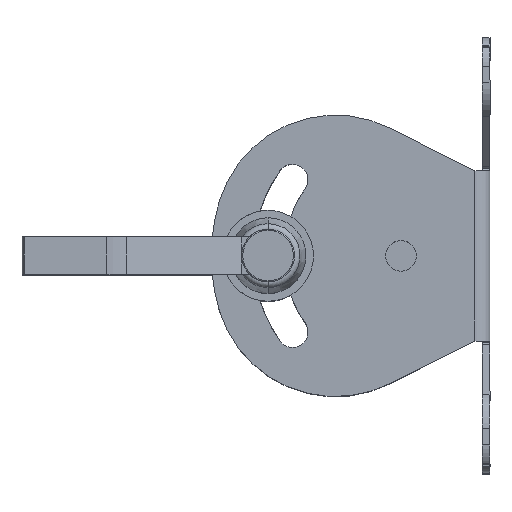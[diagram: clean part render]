
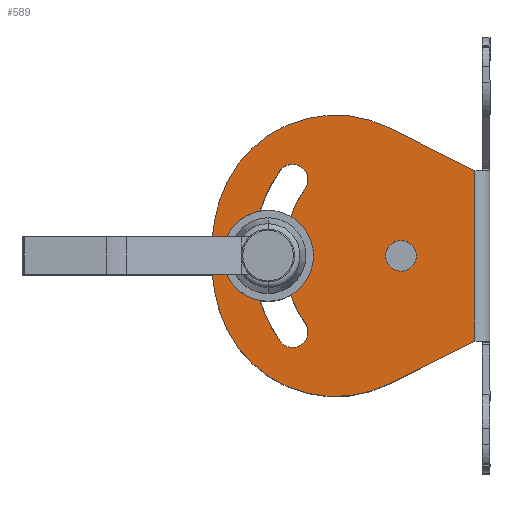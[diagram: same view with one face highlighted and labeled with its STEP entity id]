
A CAD part, top view. The second image highlights one B-rep face of the part: STEP entity #589.
In plain terms, the highlighted planar face has unit normal (0, 0, 1).
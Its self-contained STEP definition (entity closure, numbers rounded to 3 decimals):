
#589=ADVANCED_FACE('',(#1292,#1293,#1294),#1295,.F.);
#1292=FACE_BOUND('',#2137,.T.);
#1293=FACE_OUTER_BOUND('',#2138,.T.);
#1294=FACE_BOUND('',#2139,.T.);
#1295=PLANE('',#2140);
#2137=EDGE_LOOP('',(#3896,#3897,#3898,#3899,#3900,#3901,#3902,#3903,#3904,#3905));
#2138=EDGE_LOOP('',(#3906,#3907,#3908,#3909,#3910,#3911,#3912));
#2139=EDGE_LOOP('',(#3913,#3914));
#2140=AXIS2_PLACEMENT_3D('',#3915,#3916,#3917);
#3896=ORIENTED_EDGE('',*,*,#5577,.T.);
#3897=ORIENTED_EDGE('',*,*,#5575,.F.);
#3898=ORIENTED_EDGE('',*,*,#5570,.F.);
#3899=ORIENTED_EDGE('',*,*,#5175,.F.);
#3900=ORIENTED_EDGE('',*,*,#5567,.T.);
#3901=ORIENTED_EDGE('',*,*,#5169,.T.);
#3902=ORIENTED_EDGE('',*,*,#5180,.T.);
#3903=ORIENTED_EDGE('',*,*,#5564,.F.);
#3904=ORIENTED_EDGE('',*,*,#5186,.F.);
#3905=ORIENTED_EDGE('',*,*,#5561,.F.);
#3906=ORIENTED_EDGE('',*,*,#5558,.F.);
#3907=ORIENTED_EDGE('',*,*,#5636,.F.);
#3908=ORIENTED_EDGE('',*,*,#5579,.F.);
#3909=ORIENTED_EDGE('',*,*,#5553,.T.);
#3910=ORIENTED_EDGE('',*,*,#5548,.F.);
#3911=ORIENTED_EDGE('',*,*,#5191,.F.);
#3912=ORIENTED_EDGE('',*,*,#5544,.T.);
#3913=ORIENTED_EDGE('',*,*,#5196,.T.);
#3914=ORIENTED_EDGE('',*,*,#5541,.T.);
#3915=CARTESIAN_POINT('',(20.642,0.,24.346));
#3916=DIRECTION('',(0.0,0.0,-1.0));
#3917=DIRECTION('',(0.0,-1.0,0.0));
#5169=EDGE_CURVE('',#6245,#6243,#6246,.T.);
#5175=EDGE_CURVE('',#6254,#6250,#6256,.T.);
#5180=EDGE_CURVE('',#6243,#6263,#6265,.T.);
#5186=EDGE_CURVE('',#6273,#6269,#6275,.T.);
#5191=EDGE_CURVE('',#6282,#6278,#6284,.T.);
#5196=EDGE_CURVE('',#6287,#6291,#6293,.T.);
#5541=EDGE_CURVE('',#6291,#6287,#6793,.T.);
#5544=EDGE_CURVE('',#6282,#6796,#6797,.T.);
#5548=EDGE_CURVE('',#6278,#6802,#6803,.T.);
#5553=EDGE_CURVE('',#6810,#6802,#6811,.T.);
#5558=EDGE_CURVE('',#6816,#6796,#6818,.T.);
#5561=EDGE_CURVE('',#6765,#6273,#6822,.T.);
#5564=EDGE_CURVE('',#6269,#6263,#6825,.T.);
#5567=EDGE_CURVE('',#6254,#6245,#6828,.T.);
#5570=EDGE_CURVE('',#6250,#6831,#6832,.T.);
#5575=EDGE_CURVE('',#6831,#6769,#6838,.T.);
#5577=EDGE_CURVE('',#6765,#6769,#6840,.T.);
#5579=EDGE_CURVE('',#6810,#6842,#6843,.T.);
#5636=EDGE_CURVE('',#6842,#6816,#6925,.T.);
#6243=VERTEX_POINT('',#7758);
#6245=VERTEX_POINT('',#7760);
#6246=CIRCLE('',#7761,12.0);
#6250=VERTEX_POINT('',#7765);
#6254=VERTEX_POINT('',#7770);
#6256=CIRCLE('',#7773,4.1);
#6263=VERTEX_POINT('',#7781);
#6265=CIRCLE('',#7784,30.9);
#6269=VERTEX_POINT('',#7788);
#6273=VERTEX_POINT('',#7793);
#6275=CIRCLE('',#7796,4.1);
#6278=VERTEX_POINT('',#7799);
#6282=VERTEX_POINT('',#7804);
#6284=CIRCLE('',#7807,50.1);
#6287=VERTEX_POINT('',#7810);
#6291=VERTEX_POINT('',#7815);
#6293=CIRCLE('',#7818,4.05);
#6765=VERTEX_POINT('',#8502);
#6769=VERTEX_POINT('',#8506);
#6793=CIRCLE('',#8539,4.05);
#6796=VERTEX_POINT('',#8542);
#6797=CIRCLE('',#8543,32.0);
#6802=VERTEX_POINT('',#8549);
#6803=CIRCLE('',#8550,50.1);
#6810=VERTEX_POINT('',#8558);
#6811=CIRCLE('',#8559,32.0);
#6816=VERTEX_POINT('',#8566);
#6818=LINE('',#8569,#8570);
#6822=CIRCLE('',#8575,39.1);
#6825=CIRCLE('',#8578,4.1);
#6828=CIRCLE('',#8581,30.9);
#6831=VERTEX_POINT('',#8584);
#6832=CIRCLE('',#8585,4.1);
#6838=CIRCLE('',#8592,39.1);
#6840=CIRCLE('',#8594,12.0);
#6842=VERTEX_POINT('',#8596);
#6843=LINE('',#8597,#8598);
#6925=LINE('',#8737,#8738);
#7758=CARTESIAN_POINT('',(-52.6,-10.392,24.346));
#7760=CARTESIAN_POINT('',(-52.6,10.392,24.346));
#7761=AXIS2_PLACEMENT_3D('',#9728,#9729,#9730);
#7765=CARTESIAN_POINT('',(-48.07,20.075,24.346));
#7770=CARTESIAN_POINT('',(-48.812,17.724,24.346));
#7773=AXIS2_PLACEMENT_3D('',#9739,#9740,#9741);
#7781=CARTESIAN_POINT('',(-48.812,-17.724,24.346));
#7784=AXIS2_PLACEMENT_3D('',#9747,#9748,#9749);
#7788=CARTESIAN_POINT('',(-48.07,-20.075,24.346));
#7793=CARTESIAN_POINT('',(-55.529,-22.427,24.346));
#7796=AXIS2_PLACEMENT_3D('',#9758,#9759,#9760);
#7799=CARTESIAN_POINT('',(-73.6,0.,24.346));
#7804=CARTESIAN_POINT('',(-71.524,-14.271,24.346));
#7807=AXIS2_PLACEMENT_3D('',#9766,#9767,#9768);
#7810=CARTESIAN_POINT('',(-23.5,-4.05,24.346));
#7815=CARTESIAN_POINT('',(-23.5,4.05,24.346));
#7818=AXIS2_PLACEMENT_3D('',#9774,#9775,#9776);
#8502=CARTESIAN_POINT('',(-60.777,-11.801,24.346));
#8506=CARTESIAN_POINT('',(-60.777,11.801,24.346));
#8539=AXIS2_PLACEMENT_3D('',#10223,#10224,#10225);
#8542=CARTESIAN_POINT('',(-26.531,-33.774,24.346));
#8543=AXIS2_PLACEMENT_3D('',#10229,#10230,#10231);
#8549=CARTESIAN_POINT('',(-71.524,14.271,24.346));
#8550=AXIS2_PLACEMENT_3D('',#10236,#10237,#10238);
#8558=CARTESIAN_POINT('',(-26.531,33.774,24.346));
#8559=AXIS2_PLACEMENT_3D('',#10246,#10247,#10248);
#8566=CARTESIAN_POINT('',(-4.,-22.5,24.346));
#8569=CARTESIAN_POINT('',(-4.,-22.5,24.346));
#8570=VECTOR('',#10252,25.194);
#8575=AXIS2_PLACEMENT_3D('',#10254,#10255,#10256);
#8578=AXIS2_PLACEMENT_3D('',#10260,#10261,#10262);
#8581=AXIS2_PLACEMENT_3D('',#10266,#10267,#10268);
#8584=CARTESIAN_POINT('',(-55.529,22.427,24.346));
#8585=AXIS2_PLACEMENT_3D('',#10272,#10273,#10274);
#8592=AXIS2_PLACEMENT_3D('',#10282,#10283,#10284);
#8594=AXIS2_PLACEMENT_3D('',#10285,#10286,#10287);
#8596=CARTESIAN_POINT('',(-4.,22.5,24.346));
#8597=CARTESIAN_POINT('',(-26.531,33.774,24.346));
#8598=VECTOR('',#10288,25.194);
#8737=CARTESIAN_POINT('',(-4.,22.5,24.346));
#8738=VECTOR('',#10337,45.);
#9728=CARTESIAN_POINT('',(-58.6,0.,24.346));
#9729=DIRECTION('',(0.0,0.0,-1.0));
#9730=DIRECTION('',(0.0,1.0,0.0));
#9739=CARTESIAN_POINT('',(-52.17,20.075,24.346));
#9740=DIRECTION('',(0.,0.,1.0));
#9741=DIRECTION('',(0.819,-0.574,0.));
#9747=CARTESIAN_POINT('',(-23.5,0.,24.346));
#9748=DIRECTION('',(0.,0.,1.0));
#9749=DIRECTION('',(-0.819,0.574,0.));
#9758=CARTESIAN_POINT('',(-52.17,-20.075,24.346));
#9759=DIRECTION('',(0.,0.,1.0));
#9760=DIRECTION('',(-0.819,-0.574,0.));
#9766=CARTESIAN_POINT('',(-23.5,0.,24.346));
#9767=DIRECTION('',(0.,0.,-1.0));
#9768=DIRECTION('',(-0.959,-0.285,0.));
#9774=CARTESIAN_POINT('',(-23.5,0.,24.346));
#9775=DIRECTION('',(0.0,0.0,-1.0));
#9776=DIRECTION('',(0.0,-1.0,0.0));
#10223=CARTESIAN_POINT('',(-23.5,0.,24.346));
#10224=DIRECTION('',(0.0,0.0,-1.0));
#10225=DIRECTION('',(0.0,-1.0,0.0));
#10229=CARTESIAN_POINT('',(-40.85,-5.156,24.346));
#10230=DIRECTION('',(0.,0.,1.0));
#10231=DIRECTION('',(-0.959,-0.285,0.));
#10236=CARTESIAN_POINT('',(-23.5,0.,24.346));
#10237=DIRECTION('',(0.,0.,-1.0));
#10238=DIRECTION('',(-0.959,-0.285,0.));
#10246=CARTESIAN_POINT('',(-40.85,5.156,24.346));
#10247=DIRECTION('',(0.,0.,1.0));
#10248=DIRECTION('',(0.447,0.894,0.));
#10252=DIRECTION('',(-0.894,-0.447,0.0));
#10254=CARTESIAN_POINT('',(-23.5,0.,24.346));
#10255=DIRECTION('',(0.,0.,1.0));
#10256=DIRECTION('',(-0.819,0.574,0.));
#10260=CARTESIAN_POINT('',(-52.17,-20.075,24.346));
#10261=DIRECTION('',(0.,0.,1.0));
#10262=DIRECTION('',(-0.819,-0.574,0.));
#10266=CARTESIAN_POINT('',(-23.5,0.,24.346));
#10267=DIRECTION('',(0.,0.,1.0));
#10268=DIRECTION('',(-0.819,0.574,0.));
#10272=CARTESIAN_POINT('',(-52.17,20.075,24.346));
#10273=DIRECTION('',(0.,0.,1.0));
#10274=DIRECTION('',(0.819,-0.574,0.));
#10282=CARTESIAN_POINT('',(-23.5,0.,24.346));
#10283=DIRECTION('',(0.,0.,1.0));
#10284=DIRECTION('',(-0.819,0.574,0.));
#10285=CARTESIAN_POINT('',(-58.6,0.,24.346));
#10286=DIRECTION('',(0.0,0.0,-1.0));
#10287=DIRECTION('',(0.0,1.0,0.0));
#10288=DIRECTION('',(0.894,-0.447,0.0));
#10337=DIRECTION('',(0.0,-1.0,0.0));
